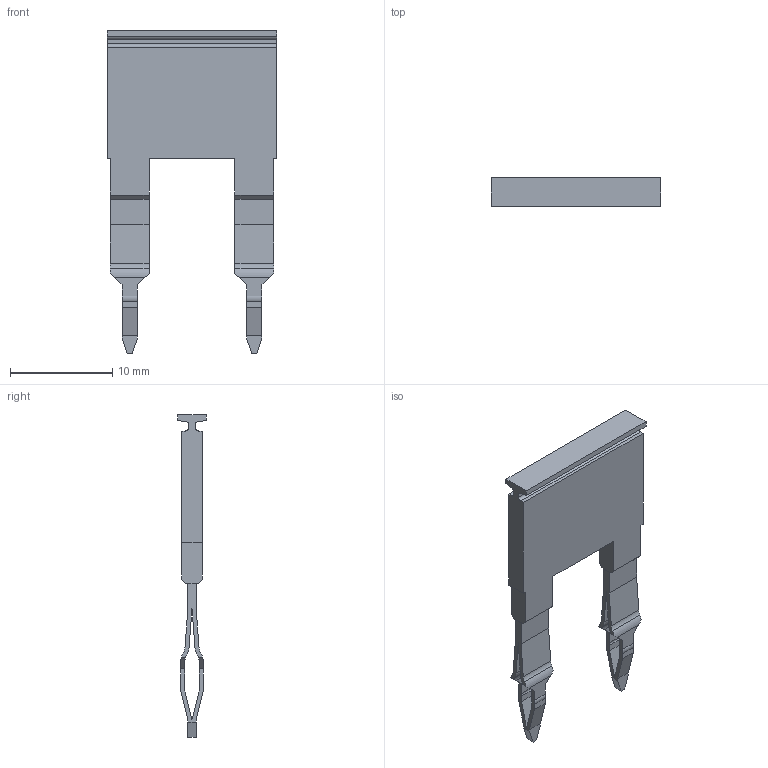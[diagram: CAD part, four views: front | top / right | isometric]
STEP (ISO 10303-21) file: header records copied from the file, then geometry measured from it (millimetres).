
FILE_DESCRIPTION(('CATIA V5R24 STEP','CAx-IF Rec.Pracs.--- Model Styling and Organization---1.2---2011-12-15'),'2;1');
FILE_NAME ('D1453923_0', '2017-01-10T08:32:19+00:00', ('Weidmueller Interface'), ('Weidmueller'), 'CATIA Version 5-6 Release 2014 SP4 HF52', 'CATIA V5 STEP AP214', 'none');
FILE_SCHEMA(('AUTOMOTIVE_DESIGN { 1 0 10303 214 1 1 1 1 }'));
Length unit declared in the file: millimetre
Products named in the file (1): v5-standard_part
Bounding box: 16.6 x 2.8 x 31.6 mm (x, y, z)
Volume: 527.9 mm3; surface area: 1011.6 mm2
Topology: 3 solids, 3 shells, 120 faces, 354 edges, 236 vertices
Faces by surface type: plane 92, cylinder 28
Entity records: 3730 total; most frequent: CARTESIAN_POINT 714, ORIENTED_EDGE 708, DIRECTION 480, EDGE_CURVE 354, VECTOR 282, LINE 282, VERTEX_POINT 236, AXIS2_PLACEMENT_3D 128
